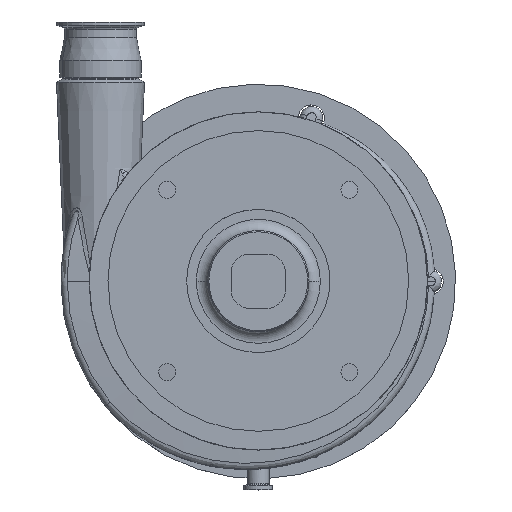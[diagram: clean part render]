
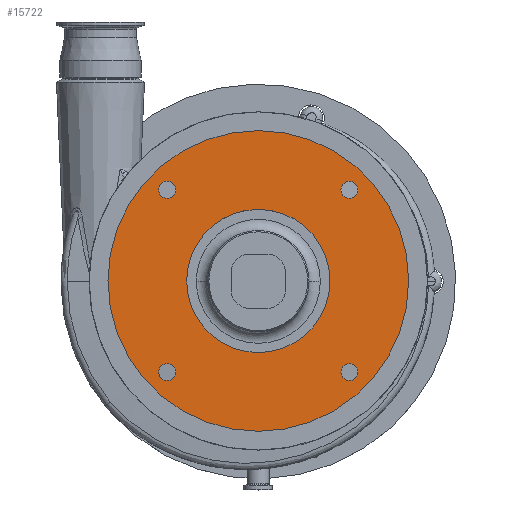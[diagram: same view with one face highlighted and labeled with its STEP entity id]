
A CAD part, top view. The second image highlights one B-rep face of the part: STEP entity #15722.
In plain terms, the highlighted planar face has unit normal (0, 0, 1).
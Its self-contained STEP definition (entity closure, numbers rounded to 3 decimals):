
#19 = CIRCLE ( 'NONE', #7533, 133.35 ) ;
#636 = DIRECTION ( 'NONE',  ( 0., 0., -1. ) ) ;
#736 = DIRECTION ( 'NONE',  ( 0., 0., -1. ) ) ;
#1040 = FACE_BOUND ( 'NONE', #6303, .T. ) ;
#1041 = ORIENTED_EDGE ( 'NONE', *, *, #2231, .T. ) ;
#1048 = CARTESIAN_POINT ( 'NONE',  ( 88.322, -80.822, 219.5 ) ) ;
#1160 = CARTESIAN_POINT ( 'NONE',  ( -80.822, -80.822, 219.5 ) ) ;
#1237 = DIRECTION ( 'NONE',  ( 0., 0., -1. ) ) ;
#1343 = ORIENTED_EDGE ( 'NONE', *, *, #3005, .T. ) ;
#1362 = AXIS2_PLACEMENT_3D ( 'NONE', #4779, #6066, #7451 ) ;
#1477 = CARTESIAN_POINT ( 'NONE',  ( -80.822, -80.822, 219.5 ) ) ;
#1596 = EDGE_CURVE ( 'NONE', #3635, #13287, #5762, .T. ) ;
#1605 = DIRECTION ( 'NONE',  ( 0., 0., -1. ) ) ;
#1619 = VERTEX_POINT ( 'NONE', #11855 ) ;
#1972 = CARTESIAN_POINT ( 'NONE',  ( -133.35, 0., 219.5 ) ) ;
#2105 = VERTEX_POINT ( 'NONE', #3759 ) ;
#2231 = EDGE_CURVE ( 'NONE', #2105, #11961, #15425, .T. ) ;
#2283 = ORIENTED_EDGE ( 'NONE', *, *, #1596, .T. ) ;
#2848 = ORIENTED_EDGE ( 'NONE', *, *, #5547, .T. ) ;
#3005 = EDGE_CURVE ( 'NONE', #14013, #14318, #8741, .T. ) ;
#3065 = DIRECTION ( 'NONE',  ( 1., 0., 0. ) ) ;
#3079 = CARTESIAN_POINT ( 'NONE',  ( 80.822, 80.822, 219.5 ) ) ;
#3146 = DIRECTION ( 'NONE',  ( 0., 0., 1. ) ) ;
#3179 = AXIS2_PLACEMENT_3D ( 'NONE', #7851, #636, #9388 ) ;
#3245 = AXIS2_PLACEMENT_3D ( 'NONE', #8065, #14518, #13043 ) ;
#3406 = ORIENTED_EDGE ( 'NONE', *, *, #14551, .T. ) ;
#3635 = VERTEX_POINT ( 'NONE', #7559 ) ;
#3759 = CARTESIAN_POINT ( 'NONE',  ( -88.322, -80.822, 219.5 ) ) ;
#3791 = DIRECTION ( 'NONE',  ( 1., 0., 0. ) ) ;
#3800 = DIRECTION ( 'NONE',  ( 0., 0., -1. ) ) ;
#3971 = VERTEX_POINT ( 'NONE', #10869 ) ;
#4453 = FACE_BOUND ( 'NONE', #10167, .T. ) ;
#4779 = CARTESIAN_POINT ( 'NONE',  ( 80.822, -80.822, 219.5 ) ) ;
#5337 = DIRECTION ( 'NONE',  ( 1., 0., 0. ) ) ;
#5465 = AXIS2_PLACEMENT_3D ( 'NONE', #8270, #5980, #13165 ) ;
#5488 = AXIS2_PLACEMENT_3D ( 'NONE', #9149, #1605, #5337 ) ;
#5547 = EDGE_CURVE ( 'NONE', #5990, #12495, #19, .T. ) ;
#5565 = ORIENTED_EDGE ( 'NONE', *, *, #9033, .T. ) ;
#5671 = DIRECTION ( 'NONE',  ( 1., 0., 0. ) ) ;
#5740 = FACE_OUTER_BOUND ( 'NONE', #8584, .T. ) ;
#5762 = CIRCLE ( 'NONE', #5488, 63.5 ) ;
#5827 = FACE_BOUND ( 'NONE', #6465, .T. ) ;
#5868 = CARTESIAN_POINT ( 'NONE',  ( 133.35, 0., 219.5 ) ) ;
#5875 = VERTEX_POINT ( 'NONE', #12955 ) ;
#5980 = DIRECTION ( 'NONE',  ( 0., 0., 1. ) ) ;
#5990 = VERTEX_POINT ( 'NONE', #5868 ) ;
#6029 = CIRCLE ( 'NONE', #3179, 7.5 ) ;
#6066 = DIRECTION ( 'NONE',  ( 0., 0., -1. ) ) ;
#6102 = DIRECTION ( 'NONE',  ( 1., 0., 0. ) ) ;
#6303 = EDGE_LOOP ( 'NONE', ( #15072, #1041 ) ) ;
#6423 = DIRECTION ( 'NONE',  ( 0., 0., -1. ) ) ;
#6465 = EDGE_LOOP ( 'NONE', ( #15922, #5565 ) ) ;
#6509 = CIRCLE ( 'NONE', #1362, 7.5 ) ;
#6549 = CIRCLE ( 'NONE', #11745, 7.5 ) ;
#6703 = CARTESIAN_POINT ( 'NONE',  ( -63.5, 0., 219.5 ) ) ;
#6797 = AXIS2_PLACEMENT_3D ( 'NONE', #10108, #14769, #3791 ) ;
#7008 = CIRCLE ( 'NONE', #13259, 7.5 ) ;
#7451 = DIRECTION ( 'NONE',  ( 1., 0., 0. ) ) ;
#7533 = AXIS2_PLACEMENT_3D ( 'NONE', #13074, #3146, #3065 ) ;
#7559 = CARTESIAN_POINT ( 'NONE',  ( 63.5, 0., 219.5 ) ) ;
#7820 = CARTESIAN_POINT ( 'NONE',  ( -80.822, 80.822, 219.5 ) ) ;
#7851 = CARTESIAN_POINT ( 'NONE',  ( -80.822, 80.822, 219.5 ) ) ;
#8065 = CARTESIAN_POINT ( 'NONE',  ( 0., 0., 219.5 ) ) ;
#8137 = DIRECTION ( 'NONE',  ( 0., 0., -1. ) ) ;
#8145 = EDGE_CURVE ( 'NONE', #11961, #2105, #12753, .T. ) ;
#8270 = CARTESIAN_POINT ( 'NONE',  ( 0., 0., 219.5 ) ) ;
#8584 = EDGE_LOOP ( 'NONE', ( #2848, #12990 ) ) ;
#8741 = CIRCLE ( 'NONE', #11079, 7.5 ) ;
#8742 = DIRECTION ( 'NONE',  ( 1., 0., 0. ) ) ;
#9033 = EDGE_CURVE ( 'NONE', #1619, #3971, #13573, .T. ) ;
#9149 = CARTESIAN_POINT ( 'NONE',  ( 0., 0., 219.5 ) ) ;
#9388 = DIRECTION ( 'NONE',  ( 1., 0., 0. ) ) ;
#9399 = CIRCLE ( 'NONE', #6797, 133.35 ) ;
#9400 = PLANE ( 'NONE',  #5465 ) ;
#9577 = EDGE_CURVE ( 'NONE', #14318, #14013, #6509, .T. ) ;
#9851 = EDGE_LOOP ( 'NONE', ( #12898, #3406 ) ) ;
#10108 = CARTESIAN_POINT ( 'NONE',  ( 0., 0., 219.5 ) ) ;
#10167 = EDGE_LOOP ( 'NONE', ( #15145, #2283 ) ) ;
#10217 = AXIS2_PLACEMENT_3D ( 'NONE', #1477, #6423, #11383 ) ;
#10715 = FACE_BOUND ( 'NONE', #15879, .T. ) ;
#10827 = DIRECTION ( 'NONE',  ( 1., 0., 0. ) ) ;
#10869 = CARTESIAN_POINT ( 'NONE',  ( -73.322, 80.822, 219.5 ) ) ;
#11066 = EDGE_CURVE ( 'NONE', #3971, #1619, #6029, .T. ) ;
#11079 = AXIS2_PLACEMENT_3D ( 'NONE', #14940, #3800, #8742 ) ;
#11236 = EDGE_CURVE ( 'NONE', #12495, #5990, #9399, .T. ) ;
#11285 = CIRCLE ( 'NONE', #3245, 63.5 ) ;
#11383 = DIRECTION ( 'NONE',  ( 1., 0., 0. ) ) ;
#11448 = EDGE_CURVE ( 'NONE', #12560, #5875, #6549, .T. ) ;
#11571 = DIRECTION ( 'NONE',  ( 1., 0., 0. ) ) ;
#11718 = CARTESIAN_POINT ( 'NONE',  ( 80.822, 80.822, 219.5 ) ) ;
#11745 = AXIS2_PLACEMENT_3D ( 'NONE', #3079, #736, #5671 ) ;
#11855 = CARTESIAN_POINT ( 'NONE',  ( -88.322, 80.822, 219.5 ) ) ;
#11961 = VERTEX_POINT ( 'NONE', #13232 ) ;
#12237 = ORIENTED_EDGE ( 'NONE', *, *, #9577, .T. ) ;
#12495 = VERTEX_POINT ( 'NONE', #1972 ) ;
#12560 = VERTEX_POINT ( 'NONE', #16059 ) ;
#12753 = CIRCLE ( 'NONE', #14060, 7.5 ) ;
#12875 = DIRECTION ( 'NONE',  ( 0., 0., -1. ) ) ;
#12898 = ORIENTED_EDGE ( 'NONE', *, *, #11448, .T. ) ;
#12955 = CARTESIAN_POINT ( 'NONE',  ( 73.322, 80.822, 219.5 ) ) ;
#12990 = ORIENTED_EDGE ( 'NONE', *, *, #11236, .T. ) ;
#13043 = DIRECTION ( 'NONE',  ( 1., 0., 0. ) ) ;
#13074 = CARTESIAN_POINT ( 'NONE',  ( 0., 0., 219.5 ) ) ;
#13165 = DIRECTION ( 'NONE',  ( 1., 0., 0. ) ) ;
#13232 = CARTESIAN_POINT ( 'NONE',  ( -73.322, -80.822, 219.5 ) ) ;
#13259 = AXIS2_PLACEMENT_3D ( 'NONE', #11718, #8137, #10827 ) ;
#13287 = VERTEX_POINT ( 'NONE', #6703 ) ;
#13308 = AXIS2_PLACEMENT_3D ( 'NONE', #7820, #12875, #11571 ) ;
#13573 = CIRCLE ( 'NONE', #13308, 7.5 ) ;
#13651 = EDGE_CURVE ( 'NONE', #13287, #3635, #11285, .T. ) ;
#14013 = VERTEX_POINT ( 'NONE', #1048 ) ;
#14060 = AXIS2_PLACEMENT_3D ( 'NONE', #1160, #1237, #6102 ) ;
#14318 = VERTEX_POINT ( 'NONE', #14538 ) ;
#14518 = DIRECTION ( 'NONE',  ( 0., 0., -1. ) ) ;
#14538 = CARTESIAN_POINT ( 'NONE',  ( 73.322, -80.822, 219.5 ) ) ;
#14551 = EDGE_CURVE ( 'NONE', #5875, #12560, #7008, .T. ) ;
#14630 = FACE_BOUND ( 'NONE', #9851, .T. ) ;
#14769 = DIRECTION ( 'NONE',  ( 0., 0., 1. ) ) ;
#14940 = CARTESIAN_POINT ( 'NONE',  ( 80.822, -80.822, 219.5 ) ) ;
#15072 = ORIENTED_EDGE ( 'NONE', *, *, #8145, .T. ) ;
#15145 = ORIENTED_EDGE ( 'NONE', *, *, #13651, .T. ) ;
#15425 = CIRCLE ( 'NONE', #10217, 7.5 ) ;
#15722 = ADVANCED_FACE ( 'NONE', ( #4453, #1040, #5740, #10715, #5827, #14630 ), #9400, .T. ) ;
#15879 = EDGE_LOOP ( 'NONE', ( #1343, #12237 ) ) ;
#15922 = ORIENTED_EDGE ( 'NONE', *, *, #11066, .T. ) ;
#16059 = CARTESIAN_POINT ( 'NONE',  ( 88.322, 80.822, 219.5 ) ) ;
